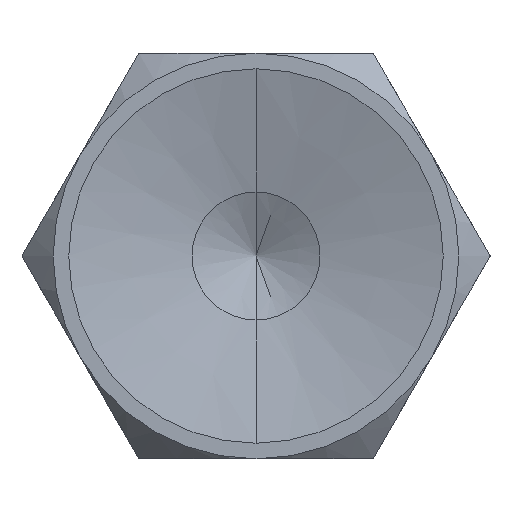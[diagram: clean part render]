
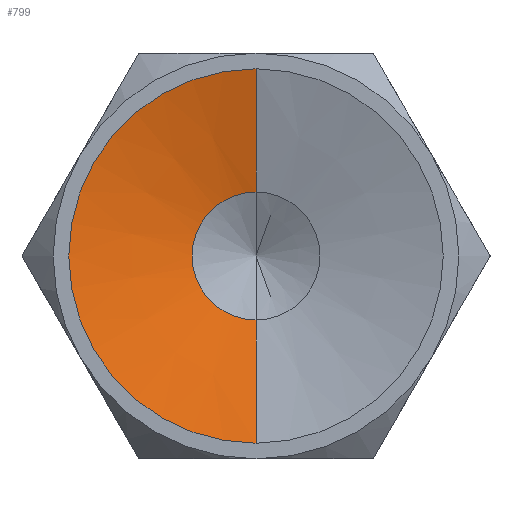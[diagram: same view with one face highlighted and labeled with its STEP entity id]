
A CAD part, front view. The second image highlights one B-rep face of the part: STEP entity #799.
In plain terms, the highlighted conical face has half-angle 75 degrees and reference radius 6 mm.
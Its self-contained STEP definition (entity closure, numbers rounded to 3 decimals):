
#3 = AXIS2_PLACEMENT_3D ( 'NONE', #497, #1529, #652 ) ;
#35 = CONICAL_SURFACE ( 'NONE', #1908, 6., 1.309 ) ;
#134 = AXIS2_PLACEMENT_3D ( 'NONE', #1406, #528, #1558 ) ;
#156 = LINE ( 'NONE', #1079, #1670 ) ;
#245 = EDGE_CURVE ( 'NONE', #1882, #584, #781, .T. ) ;
#304 = ORIENTED_EDGE ( 'NONE', *, *, #1091, .T. ) ;
#325 = CARTESIAN_POINT ( 'NONE',  ( 0., -5.3, 0. ) ) ;
#326 = ORIENTED_EDGE ( 'NONE', *, *, #245, .T. ) ;
#491 = DIRECTION ( 'NONE',  ( 0., -0.259, 0.966 ) ) ;
#497 = CARTESIAN_POINT ( 'NONE',  ( 0., -5.3, 0. ) ) ;
#516 = EDGE_LOOP ( 'NONE', ( #326, #304, #877, #1046 ) ) ;
#528 = DIRECTION ( 'NONE',  ( 0., 1., 0. ) ) ;
#569 = EDGE_CURVE ( 'NONE', #1882, #1912, #1601, .T. ) ;
#583 = CARTESIAN_POINT ( 'NONE',  ( 0., -5.3, -6. ) ) ;
#584 = VERTEX_POINT ( 'NONE', #1917 ) ;
#652 = DIRECTION ( 'NONE',  ( 0., 0., 1. ) ) ;
#781 = CIRCLE ( 'NONE', #134, 2.05 ) ;
#799 = ADVANCED_FACE ( 'NONE', ( #1247 ), #35, .F. ) ;
#804 = VERTEX_POINT ( 'NONE', #1201 ) ;
#809 = CARTESIAN_POINT ( 'NONE',  ( 0., -4.242, -2.05 ) ) ;
#877 = ORIENTED_EDGE ( 'NONE', *, *, #1792, .F. ) ;
#1046 = ORIENTED_EDGE ( 'NONE', *, *, #569, .F. ) ;
#1066 = DIRECTION ( 'NONE',  ( 0., -1., 0. ) ) ;
#1079 = CARTESIAN_POINT ( 'NONE',  ( 0., -5.3, 6. ) ) ;
#1091 = EDGE_CURVE ( 'NONE', #584, #804, #156, .T. ) ;
#1190 = VECTOR ( 'NONE', #1463, 1000. ) ;
#1201 = CARTESIAN_POINT ( 'NONE',  ( 0., -5.3, 6. ) ) ;
#1215 = CIRCLE ( 'NONE', #3, 6. ) ;
#1247 = FACE_OUTER_BOUND ( 'NONE', #516, .T. ) ;
#1248 = CARTESIAN_POINT ( 'NONE',  ( 0., -5.3, -6. ) ) ;
#1406 = CARTESIAN_POINT ( 'NONE',  ( 0., -4.242, 0. ) ) ;
#1463 = DIRECTION ( 'NONE',  ( 0., -0.259, -0.966 ) ) ;
#1498 = DIRECTION ( 'NONE',  ( 0., 0., -1. ) ) ;
#1529 = DIRECTION ( 'NONE',  ( 0., 1., 0. ) ) ;
#1558 = DIRECTION ( 'NONE',  ( 0., 0., 1. ) ) ;
#1601 = LINE ( 'NONE', #583, #1190 ) ;
#1670 = VECTOR ( 'NONE', #491, 1000. ) ;
#1792 = EDGE_CURVE ( 'NONE', #1912, #804, #1215, .T. ) ;
#1882 = VERTEX_POINT ( 'NONE', #809 ) ;
#1908 = AXIS2_PLACEMENT_3D ( 'NONE', #325, #1066, #1498 ) ;
#1912 = VERTEX_POINT ( 'NONE', #1248 ) ;
#1917 = CARTESIAN_POINT ( 'NONE',  ( 0., -4.242, 2.05 ) ) ;
